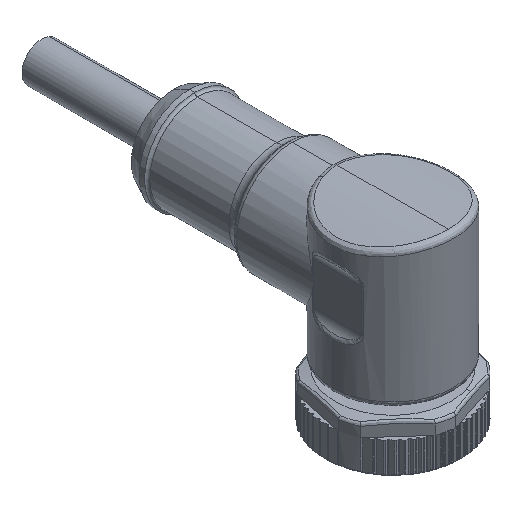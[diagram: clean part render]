
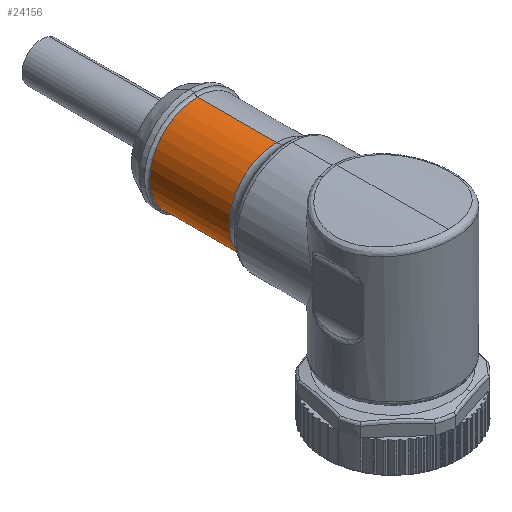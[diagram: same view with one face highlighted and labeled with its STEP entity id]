
A CAD part, isometric view. The second image highlights one B-rep face of the part: STEP entity #24156.
In plain terms, the highlighted cylindrical face has radius 9 mm (diameter 18 mm), a partial arc.
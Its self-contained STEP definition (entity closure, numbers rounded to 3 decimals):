
#23990=AXIS2_PLACEMENT_3D('Circle Axis2P3D',#23988,#23989,$) ;
#24129=AXIS2_PLACEMENT_3D('Cylinder Axis2P3D',#24126,#24127,#24128) ;
#24140=AXIS2_PLACEMENT_3D('Circle Axis2P3D',#24138,#24139,$) ;
#23988=CARTESIAN_POINT('Axis2P3D Location',(12.977,35.023,29.)) ;
#23992=CARTESIAN_POINT('Vertex',(12.977,35.023,20.)) ;
#23994=CARTESIAN_POINT('Vertex',(12.977,35.023,38.)) ;
#24126=CARTESIAN_POINT('Axis2P3D Location',(12.977,41.487,29.)) ;
#24131=CARTESIAN_POINT('Line Origine',(12.977,41.487,38.)) ;
#24135=CARTESIAN_POINT('Vertex',(12.977,49.987,38.)) ;
#24138=CARTESIAN_POINT('Axis2P3D Location',(12.977,49.987,29.)) ;
#24142=CARTESIAN_POINT('Vertex',(12.977,49.987,20.)) ;
#24145=CARTESIAN_POINT('Line Origine',(12.977,41.487,20.)) ;
#23989=DIRECTION('Axis2P3D Direction',(0.,1.,0.)) ;
#24127=DIRECTION('Axis2P3D Direction',(0.,-1.,0.)) ;
#24128=DIRECTION('Axis2P3D XDirection',(0.,0.,-1.)) ;
#24132=DIRECTION('Vector Direction',(0.,-1.,0.)) ;
#24139=DIRECTION('Axis2P3D Direction',(0.,-1.,0.)) ;
#24146=DIRECTION('Vector Direction',(0.,-1.,0.)) ;
#24133=VECTOR('Line Direction',#24132,1.) ;
#24147=VECTOR('Line Direction',#24146,1.) ;
#24151=ORIENTED_EDGE('',*,*,#24137,.F.) ;
#24152=ORIENTED_EDGE('',*,*,#24144,.T.) ;
#24153=ORIENTED_EDGE('',*,*,#24149,.F.) ;
#24154=ORIENTED_EDGE('',*,*,#23996,.T.) ;
#24156=ADVANCED_FACE('Hauptk\X2\00F6\X0\rper',(#24155),#24130,.T.) ;
#23991=CIRCLE('generated circle',#23990,9.) ;
#24141=CIRCLE('generated circle',#24140,9.) ;
#24130=CYLINDRICAL_SURFACE('generated cylinder',#24129,9.) ;
#23996=EDGE_CURVE('',#23993,#23995,#23991,.T.) ;
#24137=EDGE_CURVE('',#24136,#23995,#24134,.T.) ;
#24144=EDGE_CURVE('',#24136,#24143,#24141,.T.) ;
#24149=EDGE_CURVE('',#23993,#24143,#24148,.F.) ;
#24150=EDGE_LOOP('',(#24151,#24152,#24153,#24154)) ;
#24155=FACE_OUTER_BOUND('',#24150,.T.) ;
#24134=LINE('Line',#24131,#24133) ;
#24148=LINE('Line',#24145,#24147) ;
#23993=VERTEX_POINT('',#23992) ;
#23995=VERTEX_POINT('',#23994) ;
#24136=VERTEX_POINT('',#24135) ;
#24143=VERTEX_POINT('',#24142) ;
